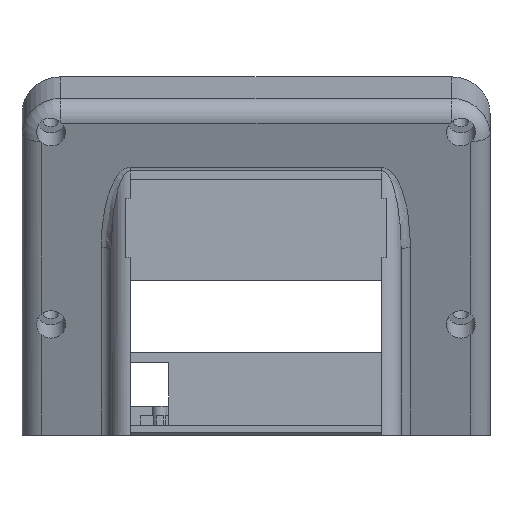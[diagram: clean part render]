
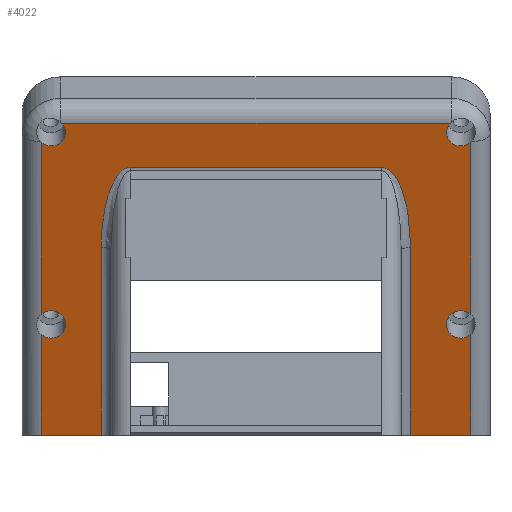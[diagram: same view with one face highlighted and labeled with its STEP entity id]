
A CAD part, front view. The second image highlights one B-rep face of the part: STEP entity #4022.
In plain terms, the highlighted planar face has unit normal (0, -0.94, -0.342).
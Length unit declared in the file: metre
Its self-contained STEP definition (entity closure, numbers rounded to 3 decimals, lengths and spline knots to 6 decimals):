
#78=ELLIPSE('',#4265,0.017543,0.006);
#79=ELLIPSE('',#4270,0.017543,0.006);
#93=CIRCLE('',#4266,0.003);
#94=CIRCLE('',#4267,0.003);
#95=CIRCLE('',#4268,0.003);
#96=CIRCLE('',#4269,0.003);
#338=ORIENTED_EDGE('',*,*,#1510,.T.);
#339=ORIENTED_EDGE('',*,*,#1511,.T.);
#340=ORIENTED_EDGE('',*,*,#1512,.T.);
#341=ORIENTED_EDGE('',*,*,#1513,.T.);
#342=ORIENTED_EDGE('',*,*,#1514,.F.);
#343=ORIENTED_EDGE('',*,*,#1515,.T.);
#344=ORIENTED_EDGE('',*,*,#1516,.F.);
#345=ORIENTED_EDGE('',*,*,#1517,.T.);
#346=ORIENTED_EDGE('',*,*,#1518,.F.);
#347=ORIENTED_EDGE('',*,*,#1519,.T.);
#348=ORIENTED_EDGE('',*,*,#1520,.F.);
#349=ORIENTED_EDGE('',*,*,#1521,.T.);
#350=ORIENTED_EDGE('',*,*,#1522,.T.);
#351=ORIENTED_EDGE('',*,*,#1523,.T.);
#352=ORIENTED_EDGE('',*,*,#1524,.T.);
#353=ORIENTED_EDGE('',*,*,#1525,.T.);
#1510=EDGE_CURVE('',#2089,#2090,#78,.F.);
#1511=EDGE_CURVE('',#2090,#2091,#2496,.T.);
#1512=EDGE_CURVE('',#2091,#2092,#2497,.T.);
#1513=EDGE_CURVE('',#2092,#2093,#2498,.F.);
#1514=EDGE_CURVE('',#2094,#2093,#93,.T.);
#1515=EDGE_CURVE('',#2094,#2095,#2499,.F.);
#1516=EDGE_CURVE('',#2096,#2095,#94,.T.);
#1517=EDGE_CURVE('',#2096,#2097,#2500,.F.);
#1518=EDGE_CURVE('',#2098,#2097,#95,.T.);
#1519=EDGE_CURVE('',#2098,#2099,#2501,.F.);
#1520=EDGE_CURVE('',#2100,#2099,#96,.T.);
#1521=EDGE_CURVE('',#2100,#2101,#2502,.F.);
#1522=EDGE_CURVE('',#2101,#2102,#2503,.T.);
#1523=EDGE_CURVE('',#2102,#2103,#2504,.F.);
#1524=EDGE_CURVE('',#2103,#2104,#79,.F.);
#1525=EDGE_CURVE('',#2104,#2089,#2505,.F.);
#2089=VERTEX_POINT('',#5973);
#2090=VERTEX_POINT('',#5974);
#2091=VERTEX_POINT('',#5976);
#2092=VERTEX_POINT('',#5978);
#2093=VERTEX_POINT('',#5980);
#2094=VERTEX_POINT('',#5982);
#2095=VERTEX_POINT('',#5984);
#2096=VERTEX_POINT('',#5986);
#2097=VERTEX_POINT('',#5988);
#2098=VERTEX_POINT('',#5990);
#2099=VERTEX_POINT('',#5992);
#2100=VERTEX_POINT('',#5994);
#2101=VERTEX_POINT('',#5996);
#2102=VERTEX_POINT('',#5998);
#2103=VERTEX_POINT('',#6000);
#2104=VERTEX_POINT('',#6002);
#2496=LINE('',#5975,#2953);
#2497=LINE('',#5977,#2954);
#2498=LINE('',#5979,#2955);
#2499=LINE('',#5983,#2956);
#2500=LINE('',#5987,#2957);
#2501=LINE('',#5991,#2958);
#2502=LINE('',#5995,#2959);
#2503=LINE('',#5997,#2960);
#2504=LINE('',#5999,#2961);
#2505=LINE('',#6003,#2962);
#2953=VECTOR('',#4746,1.);
#2954=VECTOR('',#4747,1.);
#2955=VECTOR('',#4748,1.);
#2956=VECTOR('',#4751,1.);
#2957=VECTOR('',#4754,1.);
#2958=VECTOR('',#4757,1.);
#2959=VECTOR('',#4760,1.);
#2960=VECTOR('',#4761,1.);
#2961=VECTOR('',#4762,1.);
#2962=VECTOR('',#4765,1.);
#3324=EDGE_LOOP('',(#338,#339,#340,#341,#342,#343,#344,#345,#346,#347,#348,
#349,#350,#351,#352,#353));
#3591=FACE_BOUND('',#3324,.T.);
#3858=PLANE('',#4264);
#4022=ADVANCED_FACE('',(#3591),#3858,.T.);
#4264=AXIS2_PLACEMENT_3D('',#5971,#4742,#4743);
#4265=AXIS2_PLACEMENT_3D('',#5972,#4744,#4745);
#4266=AXIS2_PLACEMENT_3D('',#5981,#4749,#4750);
#4267=AXIS2_PLACEMENT_3D('',#5985,#4752,#4753);
#4268=AXIS2_PLACEMENT_3D('',#5989,#4755,#4756);
#4269=AXIS2_PLACEMENT_3D('',#5993,#4758,#4759);
#4270=AXIS2_PLACEMENT_3D('',#6001,#4763,#4764);
#4742=DIRECTION('',(0.,-0.94,-0.342));
#4743=DIRECTION('',(-1.,0.,0.));
#4744=DIRECTION('',(0.,-0.94,-0.342));
#4745=DIRECTION('',(0.,-0.342,0.94));
#4746=DIRECTION('',(0.,0.342,-0.94));
#4747=DIRECTION('',(1.,0.,0.));
#4748=DIRECTION('',(0.,0.342,-0.94));
#4749=DIRECTION('',(0.,-0.94,-0.342));
#4750=DIRECTION('',(1.,0.,0.));
#4751=DIRECTION('',(0.,0.342,-0.94));
#4752=DIRECTION('',(0.,-0.94,-0.342));
#4753=DIRECTION('',(1.,0.,0.));
#4754=DIRECTION('',(1.,0.,0.));
#4755=DIRECTION('',(0.,-0.94,-0.342));
#4756=DIRECTION('',(1.,0.,0.));
#4757=DIRECTION('',(0.,-0.342,0.94));
#4758=DIRECTION('',(0.,-0.94,-0.342));
#4759=DIRECTION('',(1.,0.,0.));
#4760=DIRECTION('',(0.,-0.342,0.94));
#4761=DIRECTION('',(1.,0.,0.));
#4762=DIRECTION('',(0.,0.342,-0.94));
#4763=DIRECTION('',(0.,-0.94,-0.342));
#4764=DIRECTION('',(0.,0.342,-0.94));
#4765=DIRECTION('',(-1.,0.,0.));
#5971=CARTESIAN_POINT('',(0.12112,-0.131348,0.037655));
#5972=CARTESIAN_POINT('',(0.14712,-0.12958,0.032796));
#5973=CARTESIAN_POINT('',(0.14712,-0.13558,0.049281));
#5974=CARTESIAN_POINT('',(0.15312,-0.12958,0.032796));
#5975=CARTESIAN_POINT('',(0.15312,-0.115459,-0.006));
#5976=CARTESIAN_POINT('',(0.15312,-0.115459,-0.006));
#5977=CARTESIAN_POINT('',(0.12112,-0.115459,-0.006));
#5978=CARTESIAN_POINT('',(0.16547,-0.115459,-0.006));
#5979=CARTESIAN_POINT('',(0.16547,-0.137545,0.054682));
#5980=CARTESIAN_POINT('',(0.16547,-0.123018,0.014767));
#5981=CARTESIAN_POINT('',(0.16347,-0.123783,0.016869));
#5982=CARTESIAN_POINT('',(0.16547,-0.124547,0.01897));
#5983=CARTESIAN_POINT('',(0.16547,-0.137545,0.054682));
#5984=CARTESIAN_POINT('',(0.16547,-0.137465,0.05446));
#5985=CARTESIAN_POINT('',(0.16347,-0.138229,0.056561));
#5986=CARTESIAN_POINT('',(0.161234,-0.138914,0.058441));
#5987=CARTESIAN_POINT('',(0.08077,-0.138914,0.058441));
#5988=CARTESIAN_POINT('',(0.081006,-0.138914,0.058441));
#5989=CARTESIAN_POINT('',(0.07877,-0.138229,0.056561));
#5990=CARTESIAN_POINT('',(0.07677,-0.137465,0.05446));
#5991=CARTESIAN_POINT('',(0.07677,-0.11489,-0.007563));
#5992=CARTESIAN_POINT('',(0.07677,-0.124547,0.01897));
#5993=CARTESIAN_POINT('',(0.07877,-0.123783,0.016869));
#5994=CARTESIAN_POINT('',(0.07677,-0.123018,0.014767));
#5995=CARTESIAN_POINT('',(0.07677,-0.11489,-0.007563));
#5996=CARTESIAN_POINT('',(0.07677,-0.115459,-0.006));
#5997=CARTESIAN_POINT('',(0.12112,-0.115459,-0.006));
#5998=CARTESIAN_POINT('',(0.08912,-0.115459,-0.006));
#5999=CARTESIAN_POINT('',(0.08912,-0.131348,0.037655));
#6000=CARTESIAN_POINT('',(0.08912,-0.12958,0.032796));
#6001=CARTESIAN_POINT('',(0.09512,-0.12958,0.032796));
#6002=CARTESIAN_POINT('',(0.09512,-0.13558,0.049281));
#6003=CARTESIAN_POINT('',(0.12112,-0.13558,0.049281));
